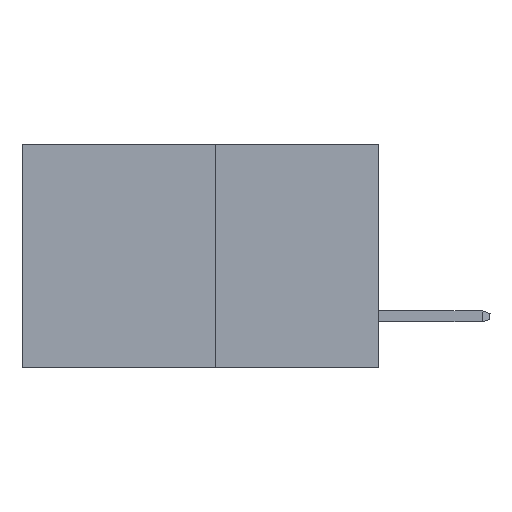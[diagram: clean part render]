
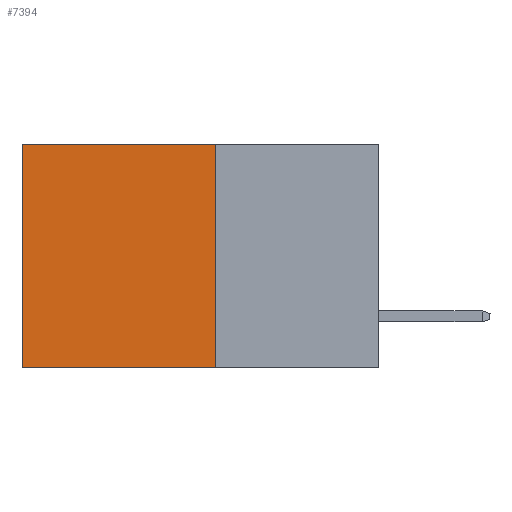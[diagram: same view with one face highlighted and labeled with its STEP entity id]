
A CAD part, left-side view. The second image highlights one B-rep face of the part: STEP entity #7394.
In plain terms, the highlighted planar face has unit normal (-1, 0, 0).
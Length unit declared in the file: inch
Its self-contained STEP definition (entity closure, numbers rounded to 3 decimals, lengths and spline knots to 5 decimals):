
#86 = EDGE_CURVE ( 'NONE', #3116, #19620, #8301, .T. ) ;
#433 = ORIENTED_EDGE ( 'NONE', *, *, #19563, .T. ) ;
#1034 = CARTESIAN_POINT ( 'NONE',  ( 0.277, 0.59, 0. ) ) ;
#1215 = ORIENTED_EDGE ( 'NONE', *, *, #2198, .F. ) ;
#1539 = LINE ( 'NONE', #20309, #16656 ) ;
#2198 = EDGE_CURVE ( 'NONE', #6775, #3116, #20616, .T. ) ;
#2637 = CARTESIAN_POINT ( 'NONE',  ( 0.277, 0.59, -0.37 ) ) ;
#3116 = VERTEX_POINT ( 'NONE', #11596 ) ;
#6564 = FACE_OUTER_BOUND ( 'NONE', #11092, .T. ) ;
#6775 = VERTEX_POINT ( 'NONE', #15442 ) ;
#7394 = ADVANCED_FACE ( 'NONE', ( #6564 ), #15505, .F. ) ;
#8301 = LINE ( 'NONE', #19898, #17410 ) ;
#9539 = DIRECTION ( 'NONE',  ( 0., 1., 0. ) ) ;
#11092 = EDGE_LOOP ( 'NONE', ( #433, #18604, #1215, #19529 ) ) ;
#11096 = VECTOR ( 'NONE', #12928, 39.37008 ) ;
#11596 = CARTESIAN_POINT ( 'NONE',  ( 0.277, 0.27, -0.37 ) ) ;
#11925 = DIRECTION ( 'NONE',  ( 0., 0., -1. ) ) ;
#12928 = DIRECTION ( 'NONE',  ( 0., 0., -1. ) ) ;
#13239 = VECTOR ( 'NONE', #15427, 39.37008 ) ;
#13625 = EDGE_CURVE ( 'NONE', #6775, #19650, #1539, .T. ) ;
#13948 = AXIS2_PLACEMENT_3D ( 'NONE', #19053, #22616, #11925 ) ;
#15427 = DIRECTION ( 'NONE',  ( 0., 0., -1. ) ) ;
#15442 = CARTESIAN_POINT ( 'NONE',  ( 0.277, 0.27, 0. ) ) ;
#15505 = PLANE ( 'NONE',  #13948 ) ;
#15516 = CARTESIAN_POINT ( 'NONE',  ( 0.277, 0.59, -0.37 ) ) ;
#16047 = CARTESIAN_POINT ( 'NONE',  ( 0.277, 0.27, -0.37 ) ) ;
#16656 = VECTOR ( 'NONE', #9539, 39.37008 ) ;
#17410 = VECTOR ( 'NONE', #21251, 39.37008 ) ;
#18536 = LINE ( 'NONE', #2637, #13239 ) ;
#18604 = ORIENTED_EDGE ( 'NONE', *, *, #86, .F. ) ;
#19053 = CARTESIAN_POINT ( 'NONE',  ( 0.277, 0.27, -0.37 ) ) ;
#19529 = ORIENTED_EDGE ( 'NONE', *, *, #13625, .T. ) ;
#19563 = EDGE_CURVE ( 'NONE', #19650, #19620, #18536, .T. ) ;
#19620 = VERTEX_POINT ( 'NONE', #15516 ) ;
#19650 = VERTEX_POINT ( 'NONE', #1034 ) ;
#19898 = CARTESIAN_POINT ( 'NONE',  ( 0.277, 0.27, -0.37 ) ) ;
#20309 = CARTESIAN_POINT ( 'NONE',  ( 0.277, 0.27, 0. ) ) ;
#20616 = LINE ( 'NONE', #16047, #11096 ) ;
#21251 = DIRECTION ( 'NONE',  ( 0., 1., 0. ) ) ;
#22616 = DIRECTION ( 'NONE',  ( 1., 0., 0. ) ) ;
